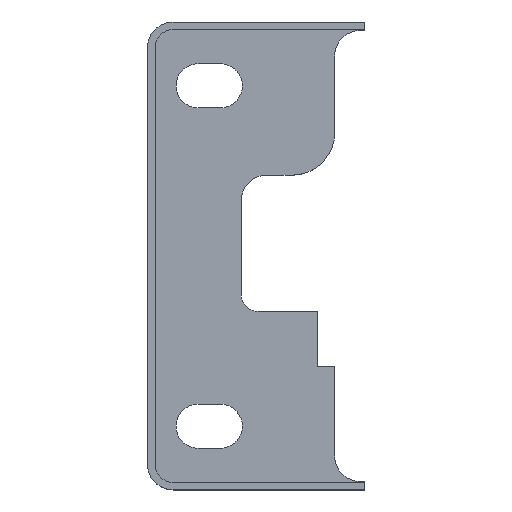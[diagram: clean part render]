
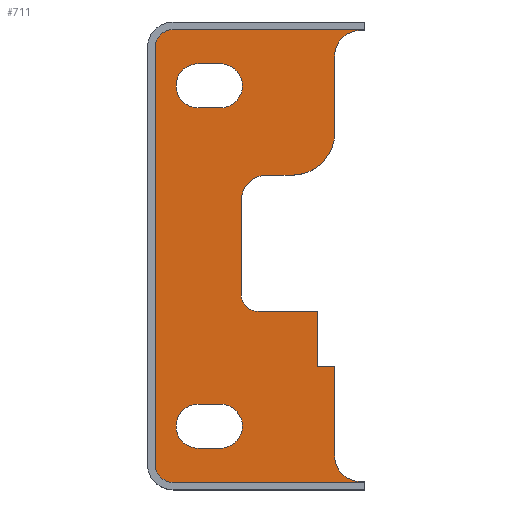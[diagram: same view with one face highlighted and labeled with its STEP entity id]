
A CAD part, top view. The second image highlights one B-rep face of the part: STEP entity #711.
In plain terms, the highlighted planar face has unit normal (0, 0, 1).
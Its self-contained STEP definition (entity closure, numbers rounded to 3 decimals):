
#15=FACE_BOUND('',#104,.T.);
#16=FACE_BOUND('',#105,.T.);
#20=CIRCLE('',#745,2.1);
#22=CIRCLE('',#750,2.1);
#25=CIRCLE('',#757,3.);
#26=CIRCLE('',#758,2.);
#27=CIRCLE('',#759,3.);
#28=CIRCLE('',#760,5.);
#29=CIRCLE('',#761,3.);
#30=CIRCLE('',#762,2.6);
#31=CIRCLE('',#763,2.6);
#32=CIRCLE('',#764,2.6);
#33=CIRCLE('',#765,2.6);
#66=FACE_OUTER_BOUND('',#103,.T.);
#103=EDGE_LOOP('',(#511,#512,#513,#514,#515,#516,#517,#518,#519,#520,#521,
#522,#523,#524,#525,#526,#527,#528,#529,#530,#531));
#104=EDGE_LOOP('',(#532,#533,#534,#535));
#105=EDGE_LOOP('',(#536,#537,#538,#539));
#138=LINE('',#1020,#217);
#143=LINE('',#1033,#222);
#146=LINE('',#1041,#225);
#153=LINE('',#1062,#232);
#157=LINE('',#1070,#236);
#160=LINE('',#1076,#239);
#161=LINE('',#1078,#240);
#162=LINE('',#1082,#241);
#163=LINE('',#1084,#242);
#164=LINE('',#1086,#243);
#165=LINE('',#1088,#244);
#166=LINE('',#1092,#245);
#167=LINE('',#1096,#246);
#168=LINE('',#1100,#247);
#169=LINE('',#1106,#248);
#170=LINE('',#1109,#249);
#171=LINE('',#1114,#250);
#172=LINE('',#1117,#251);
#217=VECTOR('',#811,10.);
#222=VECTOR('',#824,10.);
#225=VECTOR('',#829,10.);
#232=VECTOR('',#850,10.);
#236=VECTOR('',#856,10.);
#239=VECTOR('',#861,10.);
#240=VECTOR('',#862,10.);
#241=VECTOR('',#865,10.);
#242=VECTOR('',#866,10.);
#243=VECTOR('',#867,10.);
#244=VECTOR('',#868,10.);
#245=VECTOR('',#871,10.);
#246=VECTOR('',#874,10.);
#247=VECTOR('',#877,10.);
#248=VECTOR('',#882,10.);
#249=VECTOR('',#885,10.);
#250=VECTOR('',#888,10.);
#251=VECTOR('',#891,10.);
#296=VERTEX_POINT('',#1017);
#297=VERTEX_POINT('',#1019);
#299=VERTEX_POINT('',#1025);
#301=VERTEX_POINT('',#1031);
#304=VERTEX_POINT('',#1038);
#305=VERTEX_POINT('',#1040);
#312=VERTEX_POINT('',#1061);
#315=VERTEX_POINT('',#1069);
#317=VERTEX_POINT('',#1075);
#318=VERTEX_POINT('',#1077);
#319=VERTEX_POINT('',#1079);
#320=VERTEX_POINT('',#1081);
#321=VERTEX_POINT('',#1083);
#322=VERTEX_POINT('',#1085);
#323=VERTEX_POINT('',#1087);
#324=VERTEX_POINT('',#1089);
#325=VERTEX_POINT('',#1091);
#326=VERTEX_POINT('',#1093);
#327=VERTEX_POINT('',#1095);
#328=VERTEX_POINT('',#1097);
#329=VERTEX_POINT('',#1099);
#330=VERTEX_POINT('',#1102);
#331=VERTEX_POINT('',#1103);
#332=VERTEX_POINT('',#1105);
#333=VERTEX_POINT('',#1107);
#334=VERTEX_POINT('',#1110);
#335=VERTEX_POINT('',#1111);
#336=VERTEX_POINT('',#1113);
#337=VERTEX_POINT('',#1115);
#366=EDGE_CURVE('',#296,#297,#138,.T.);
#370=EDGE_CURVE('',#299,#296,#20,.T.);
#373=EDGE_CURVE('',#301,#299,#143,.T.);
#376=EDGE_CURVE('',#304,#305,#146,.T.);
#379=EDGE_CURVE('',#297,#304,#22,.T.);
#387=EDGE_CURVE('',#305,#312,#153,.T.);
#391=EDGE_CURVE('',#312,#315,#157,.T.);
#394=EDGE_CURVE('',#317,#301,#160,.T.);
#395=EDGE_CURVE('',#318,#317,#161,.T.);
#396=EDGE_CURVE('',#319,#318,#25,.T.);
#397=EDGE_CURVE('',#319,#320,#162,.T.);
#398=EDGE_CURVE('',#321,#320,#163,.T.);
#399=EDGE_CURVE('',#322,#321,#164,.T.);
#400=EDGE_CURVE('',#322,#323,#165,.T.);
#401=EDGE_CURVE('',#324,#323,#26,.T.);
#402=EDGE_CURVE('',#324,#325,#166,.T.);
#403=EDGE_CURVE('',#326,#325,#27,.T.);
#404=EDGE_CURVE('',#327,#326,#167,.T.);
#405=EDGE_CURVE('',#328,#327,#28,.T.);
#406=EDGE_CURVE('',#329,#328,#168,.T.);
#407=EDGE_CURVE('',#315,#329,#29,.T.);
#408=EDGE_CURVE('',#330,#331,#30,.T.);
#409=EDGE_CURVE('',#332,#330,#169,.T.);
#410=EDGE_CURVE('',#333,#332,#31,.T.);
#411=EDGE_CURVE('',#331,#333,#170,.T.);
#412=EDGE_CURVE('',#334,#335,#32,.T.);
#413=EDGE_CURVE('',#336,#334,#171,.T.);
#414=EDGE_CURVE('',#337,#336,#33,.T.);
#415=EDGE_CURVE('',#335,#337,#172,.T.);
#511=ORIENTED_EDGE('',*,*,#391,.F.);
#512=ORIENTED_EDGE('',*,*,#387,.F.);
#513=ORIENTED_EDGE('',*,*,#376,.F.);
#514=ORIENTED_EDGE('',*,*,#379,.F.);
#515=ORIENTED_EDGE('',*,*,#366,.F.);
#516=ORIENTED_EDGE('',*,*,#370,.F.);
#517=ORIENTED_EDGE('',*,*,#373,.F.);
#518=ORIENTED_EDGE('',*,*,#394,.F.);
#519=ORIENTED_EDGE('',*,*,#395,.F.);
#520=ORIENTED_EDGE('',*,*,#396,.F.);
#521=ORIENTED_EDGE('',*,*,#397,.T.);
#522=ORIENTED_EDGE('',*,*,#398,.F.);
#523=ORIENTED_EDGE('',*,*,#399,.F.);
#524=ORIENTED_EDGE('',*,*,#400,.T.);
#525=ORIENTED_EDGE('',*,*,#401,.F.);
#526=ORIENTED_EDGE('',*,*,#402,.T.);
#527=ORIENTED_EDGE('',*,*,#403,.F.);
#528=ORIENTED_EDGE('',*,*,#404,.F.);
#529=ORIENTED_EDGE('',*,*,#405,.F.);
#530=ORIENTED_EDGE('',*,*,#406,.F.);
#531=ORIENTED_EDGE('',*,*,#407,.F.);
#532=ORIENTED_EDGE('',*,*,#408,.F.);
#533=ORIENTED_EDGE('',*,*,#409,.F.);
#534=ORIENTED_EDGE('',*,*,#410,.F.);
#535=ORIENTED_EDGE('',*,*,#411,.F.);
#536=ORIENTED_EDGE('',*,*,#412,.F.);
#537=ORIENTED_EDGE('',*,*,#413,.F.);
#538=ORIENTED_EDGE('',*,*,#414,.F.);
#539=ORIENTED_EDGE('',*,*,#415,.F.);
#685=PLANE('',#756);
#711=ADVANCED_FACE('',(#66,#15,#16),#685,.F.);
#745=AXIS2_PLACEMENT_3D('',#1027,#818,#819);
#750=AXIS2_PLACEMENT_3D('',#1045,#835,#836);
#756=AXIS2_PLACEMENT_3D('',#1074,#859,#860);
#757=AXIS2_PLACEMENT_3D('',#1080,#863,#864);
#758=AXIS2_PLACEMENT_3D('',#1090,#869,#870);
#759=AXIS2_PLACEMENT_3D('',#1094,#872,#873);
#760=AXIS2_PLACEMENT_3D('',#1098,#875,#876);
#761=AXIS2_PLACEMENT_3D('',#1101,#878,#879);
#762=AXIS2_PLACEMENT_3D('',#1104,#880,#881);
#763=AXIS2_PLACEMENT_3D('',#1108,#883,#884);
#764=AXIS2_PLACEMENT_3D('',#1112,#886,#887);
#765=AXIS2_PLACEMENT_3D('',#1116,#889,#890);
#811=DIRECTION('',(0.,1.,0.));
#818=DIRECTION('center_axis',(0.,0.,-1.));
#819=DIRECTION('ref_axis',(-1.,0.,0.));
#824=DIRECTION('',(-1.,0.,0.));
#829=DIRECTION('',(1.,0.,0.));
#835=DIRECTION('center_axis',(0.,0.,-1.));
#836=DIRECTION('ref_axis',(0.,1.,0.));
#850=DIRECTION('',(0.,-1.,0.));
#856=DIRECTION('',(-1.,0.,0.));
#859=DIRECTION('center_axis',(0.,0.,-1.));
#860=DIRECTION('ref_axis',(1.,0.,0.));
#861=DIRECTION('',(0.,-1.,0.));
#862=DIRECTION('',(1.,0.,0.));
#863=DIRECTION('center_axis',(0.,0.,1.));
#864=DIRECTION('ref_axis',(-0.707,-0.707,0.));
#865=DIRECTION('',(0.,1.,0.));
#866=DIRECTION('',(1.,0.,0.));
#867=DIRECTION('',(0.,-1.,0.));
#868=DIRECTION('',(-1.,0.,0.));
#869=DIRECTION('center_axis',(0.,0.,1.));
#870=DIRECTION('ref_axis',(-0.707,-0.707,0.));
#871=DIRECTION('',(0.,1.,0.));
#872=DIRECTION('center_axis',(0.,0.,1.));
#873=DIRECTION('ref_axis',(-0.707,0.707,0.));
#874=DIRECTION('',(-1.,0.,0.));
#875=DIRECTION('center_axis',(0.,0.,-1.));
#876=DIRECTION('ref_axis',(0.707,-0.707,0.));
#877=DIRECTION('',(0.,-1.,0.));
#878=DIRECTION('center_axis',(0.,0.,1.));
#879=DIRECTION('ref_axis',(-0.707,0.707,0.));
#880=DIRECTION('center_axis',(0.,0.,1.));
#881=DIRECTION('ref_axis',(0.,1.,0.));
#882=DIRECTION('',(1.,0.,0.));
#883=DIRECTION('center_axis',(0.,0.,1.));
#884=DIRECTION('ref_axis',(0.,-1.,0.));
#885=DIRECTION('',(-1.,0.,0.));
#886=DIRECTION('center_axis',(0.,0.,1.));
#887=DIRECTION('ref_axis',(0.,-1.,0.));
#888=DIRECTION('',(-1.,0.,0.));
#889=DIRECTION('center_axis',(0.,0.,1.));
#890=DIRECTION('ref_axis',(0.,1.,0.));
#891=DIRECTION('',(1.,0.,0.));
#1017=CARTESIAN_POINT('',(-78.6,-24.5,0.));
#1019=CARTESIAN_POINT('',(-78.6,24.5,0.));
#1020=CARTESIAN_POINT('',(-78.6,-24.5,0.));
#1025=CARTESIAN_POINT('',(-76.5,-26.6,0.));
#1027=CARTESIAN_POINT('Origin',(-76.5,-24.5,0.));
#1031=CARTESIAN_POINT('',(-54.,-26.6,0.));
#1033=CARTESIAN_POINT('',(-54.05,-26.6,0.));
#1038=CARTESIAN_POINT('',(-76.5,26.6,0.));
#1040=CARTESIAN_POINT('',(-54.,26.6,0.));
#1041=CARTESIAN_POINT('',(-54.05,26.6,0.));
#1045=CARTESIAN_POINT('Origin',(-76.5,24.5,0.));
#1061=CARTESIAN_POINT('',(-54.,26.5,0.));
#1062=CARTESIAN_POINT('',(-54.,13.75,0.));
#1069=CARTESIAN_POINT('',(-54.5,26.5,0.));
#1070=CARTESIAN_POINT('',(-60.138,26.5,0.));
#1074=CARTESIAN_POINT('Origin',(-66.75,0.,0.));
#1075=CARTESIAN_POINT('',(-54.,-26.5,0.));
#1076=CARTESIAN_POINT('',(-54.,-13.25,0.));
#1077=CARTESIAN_POINT('',(-54.5,-26.5,0.));
#1078=CARTESIAN_POINT('',(-61.888,-26.5,0.));
#1079=CARTESIAN_POINT('',(-57.5,-23.5,0.));
#1080=CARTESIAN_POINT('Origin',(-54.5,-23.5,0.));
#1081=CARTESIAN_POINT('',(-57.5,-13.,0.));
#1082=CARTESIAN_POINT('',(-57.5,-26.5,0.));
#1083=CARTESIAN_POINT('',(-59.5,-13.,0.));
#1084=CARTESIAN_POINT('',(-59.5,-13.,0.));
#1085=CARTESIAN_POINT('',(-59.5,-6.5,0.));
#1086=CARTESIAN_POINT('',(-59.5,-6.5,0.));
#1087=CARTESIAN_POINT('',(-66.5,-6.5,0.));
#1088=CARTESIAN_POINT('',(-57.5,-6.5,0.));
#1089=CARTESIAN_POINT('',(-68.5,-4.5,0.));
#1090=CARTESIAN_POINT('Origin',(-66.5,-4.5,0.));
#1091=CARTESIAN_POINT('',(-68.5,6.5,0.));
#1092=CARTESIAN_POINT('',(-68.5,-26.5,0.));
#1093=CARTESIAN_POINT('',(-65.5,9.5,0.));
#1094=CARTESIAN_POINT('Origin',(-65.5,6.5,0.));
#1095=CARTESIAN_POINT('',(-62.5,9.5,0.));
#1096=CARTESIAN_POINT('',(-57.5,9.5,0.));
#1097=CARTESIAN_POINT('',(-57.5,14.5,0.));
#1098=CARTESIAN_POINT('Origin',(-62.5,14.5,0.));
#1099=CARTESIAN_POINT('',(-57.5,23.5,0.));
#1100=CARTESIAN_POINT('',(-57.5,26.5,0.));
#1101=CARTESIAN_POINT('Origin',(-54.5,23.5,0.));
#1102=CARTESIAN_POINT('',(-70.95,-22.6,0.));
#1103=CARTESIAN_POINT('',(-70.95,-17.4,0.));
#1104=CARTESIAN_POINT('Origin',(-70.95,-20.,0.));
#1105=CARTESIAN_POINT('',(-73.55,-22.6,0.));
#1106=CARTESIAN_POINT('',(-73.55,-22.6,0.));
#1107=CARTESIAN_POINT('',(-73.55,-17.4,0.));
#1108=CARTESIAN_POINT('Origin',(-73.55,-20.,0.));
#1109=CARTESIAN_POINT('',(-70.95,-17.4,0.));
#1110=CARTESIAN_POINT('',(-73.55,22.6,0.));
#1111=CARTESIAN_POINT('',(-73.55,17.4,0.));
#1112=CARTESIAN_POINT('Origin',(-73.55,20.,0.));
#1113=CARTESIAN_POINT('',(-70.95,22.6,0.));
#1114=CARTESIAN_POINT('',(-70.95,22.6,0.));
#1115=CARTESIAN_POINT('',(-70.95,17.4,0.));
#1116=CARTESIAN_POINT('Origin',(-70.95,20.,0.));
#1117=CARTESIAN_POINT('',(-73.55,17.4,0.));
